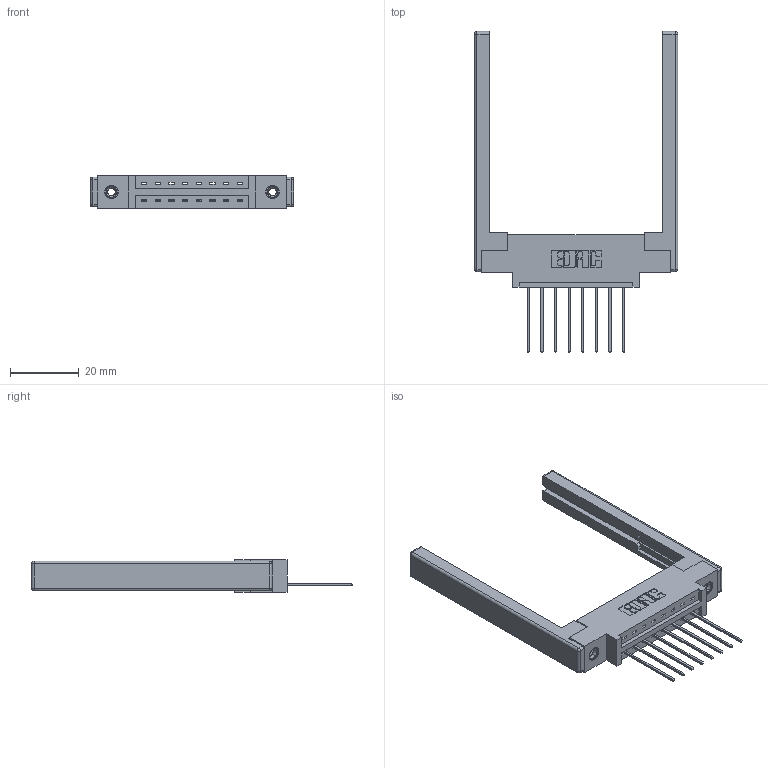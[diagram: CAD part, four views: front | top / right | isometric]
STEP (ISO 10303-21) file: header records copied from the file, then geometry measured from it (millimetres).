
FILE_DESCRIPTION (( 'STEP AP203' ), '1' );
FILE_NAME ('387-008-541-668.STEP', '2019-10-02T03:55:34', ( '' ), ( '' ), 'SwSTEP 2.0', 'SolidWorks 2016', '' );
FILE_SCHEMA (( 'CONFIG_CONTROL_DESIGN' ));
Length unit declared in the file: inch
Products named in the file (5): 307-220-068; 345-292-001_345-293-141; 345-250-001_345-250-001-102; 387-008-541-668; 337 Part_0.170 Offset - 0.156 Dia-TI
Assembly tree (13 placements, depth 2):
  387-008-541-668
    337 Part_0.170 Offset - 0.156 Dia-TI
    345-292-001_345-293-141  x8
    345-250-001_345-250-001-102  x2
    307-220-068  x2
Bounding box: 59.13 x 93.35 x 9.4 mm (x, y, z)
Volume: 10020.3 mm3; surface area: 9979.6 mm2
Topology: 13 solids, 13 shells, 768 faces, 2217 edges, 1446 vertices
Faces by surface type: plane 530, cylinder 214, cone 12, sphere 8, torus 4
Entity records: 13254 total; most frequent: CARTESIAN_POINT 2263, ORIENTED_EDGE 2196, DIRECTION 2048, EDGE_CURVE 1098, VECTOR 920, LINE 920, VERTEX_POINT 722, AXIS2_PLACEMENT_3D 564
